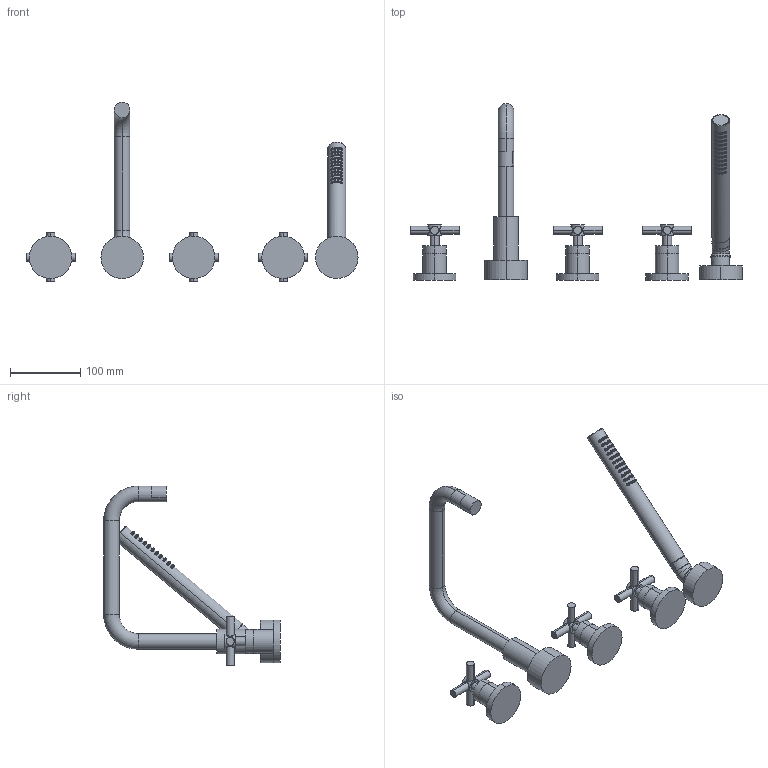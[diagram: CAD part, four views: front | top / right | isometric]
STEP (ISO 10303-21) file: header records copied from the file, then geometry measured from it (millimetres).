
FILE_DESCRIPTION((''),'2;1');
FILE_NAME('3-1407','2021-03-17T13:47:57',('jinson.thomas'),(''),'CREO PARAMETRIC BY PTC INC, 2018400','CREO PARAMETRIC BY PTC INC, 2018400','');
FILE_SCHEMA(('CONFIG_CONTROL_DESIGN'));
Length unit declared in the file: inch
Products named in the file (1): 3-1407
Bounding box: 471.49 x 250.95 x 255.59 mm (x, y, z)
Volume: 720287.6 mm3; surface area: 137225.1 mm2
Topology: 6 solids, 6 shells, 928 faces, 2010 edges, 1220 vertices
Faces by surface type: bspline 536, cylinder 308, plane 64, torus 20
Entity records: 85782 total; most frequent: CARTESIAN_POINT 69276, ORIENTED_EDGE 4020, DIRECTION 2096, EDGE_CURVE 2010, VERTEX_POINT 1220, B_SPLINE_CURVE_WITH_KNOTS 1090, EDGE_LOOP 1054, FACE_OUTER_BOUND 928
